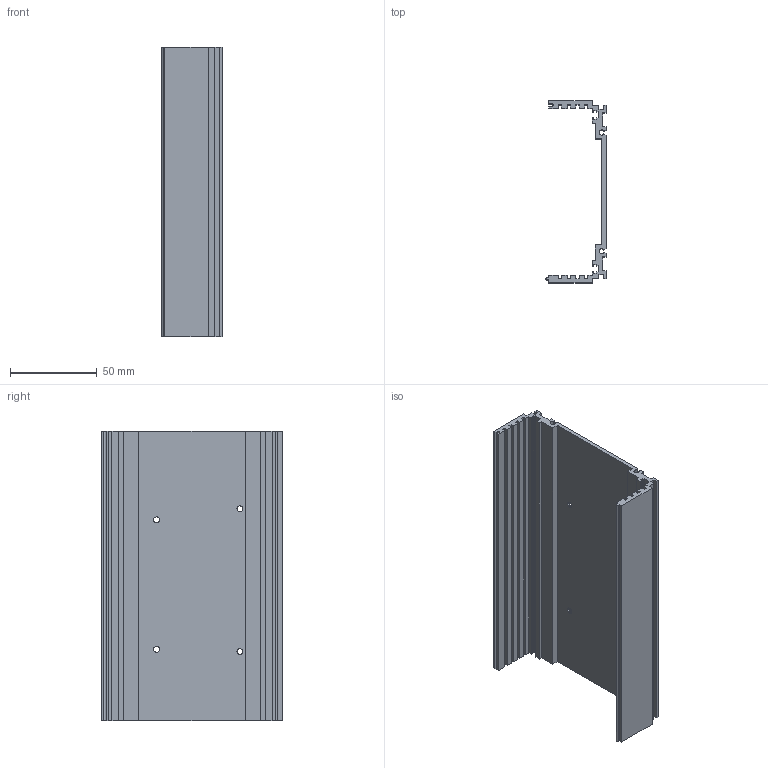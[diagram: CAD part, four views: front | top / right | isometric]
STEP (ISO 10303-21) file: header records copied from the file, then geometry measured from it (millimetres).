
FILE_DESCRIPTION(/* description */ (''),/* implementation_level */ '2;1');
FILE_NAME(/* name */ 'Fischer HB_mod v3.step',/* time_stamp */ '2022-06-08T11:57:36+02:00',/* author */ (''),/* organization */ (''),/* preprocessor_version */ 'ST-DEVELOPER v19',/* originating_system */ 'Autodesk Translation Framework v11.7.0.108',/* authorisation */ '');
FILE_SCHEMA (('AUTOMOTIVE_DESIGN { 1 0 10303 214 3 1 1 }'));
Length unit declared in the file: millimetre
Products named in the file (1): Fischer HB_mod
Bounding box: 34.7 x 105 x 167.2 mm (x, y, z)
Volume: 85992.2 mm3; surface area: 72783.3 mm2
Topology: 1 solids, 1 shells, 118 faces, 344 edges, 228 vertices
Faces by surface type: plane 106, cylinder 8, cone 4
Full cylindrical faces by diameter (mm): 3.4 x4
Entity records: 3892 total; most frequent: CARTESIAN_POINT 691, ORIENTED_EDGE 688, DIRECTION 602, EDGE_CURVE 344, LINE 324, VECTOR 324, VERTEX_POINT 228, AXIS2_PLACEMENT_3D 139
